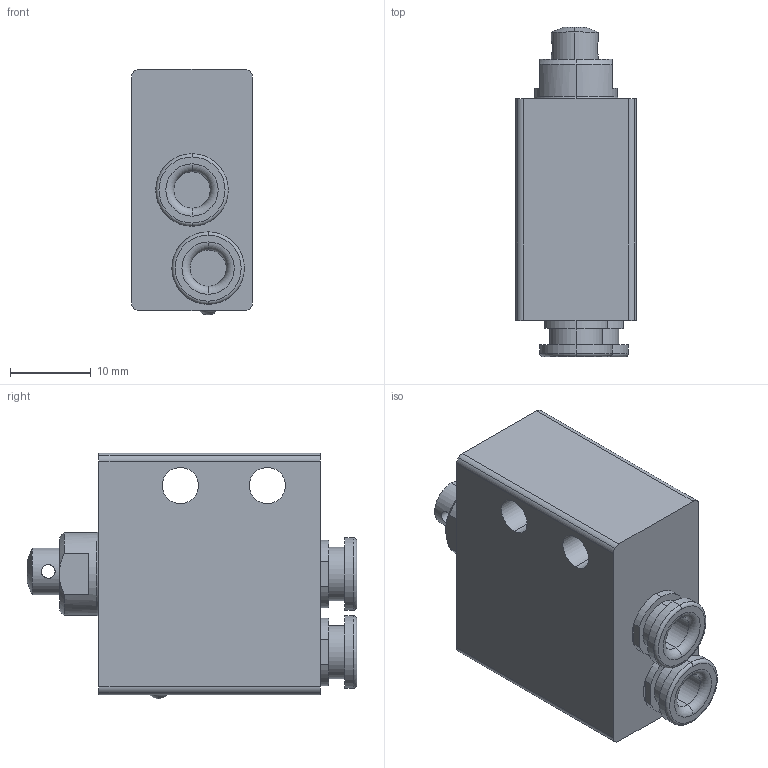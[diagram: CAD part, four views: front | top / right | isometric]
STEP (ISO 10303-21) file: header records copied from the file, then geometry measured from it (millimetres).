
FILE_DESCRIPTION((''),'2;1');
FILE_NAME('08_030_4.stp','2002-12-02T16:42:57',('Branislav Petkovic'),('AZ Pneumatica'),'AutoCAD STEP 2000i','AutoCAD 2000i','Via J. F. Kennedy, 26, 20020 Misinto (MI), ITALY');
FILE_SCHEMA(('CONFIG_CONTROL_DESIGN'));
Length unit declared in the file: millimetre
Products named in the file (8): 08_030_4; PIPAK 304 MA; PART1AA; 304MA TELO; PART1A; PUSH IN 4MM; PART1; PART2
Assembly tree (8 placements, depth 3):
  08_030_4
    PIPAK 304 MA
      PART1AA
    304MA TELO
      PART1A
    PUSH IN 4MM  x2
      PART1
      PART2
Bounding box: 15 x 40.9 x 30.5 mm (x, y, z)
Surface area: 6035.1 mm2 (no closed solid volume)
Topology: 0 solids, 6 shells, 123 faces, 274 edges, 173 vertices
Faces by surface type: cylinder 58, plane 39, torus 12, cone 10, bspline 2, sphere 2
Entity records: 3023 total; most frequent: CARTESIAN_POINT 613, DIRECTION 528, ORIENTED_EDGE 422, AXIS2_PLACEMENT_3D 223, EDGE_CURVE 211, VERTEX_POINT 134, CIRCLE 121, EDGE_LOOP 115
